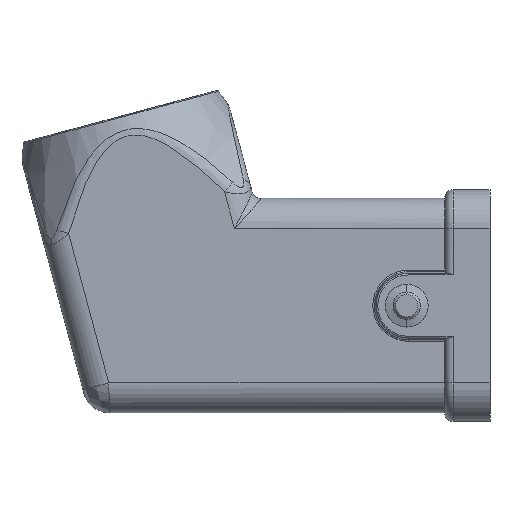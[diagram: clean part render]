
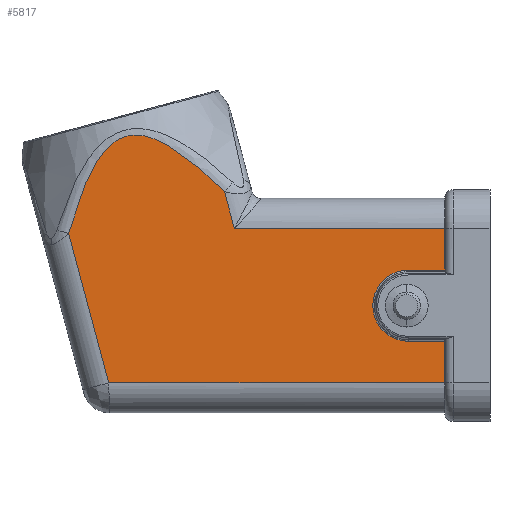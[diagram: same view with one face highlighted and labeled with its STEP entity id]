
A CAD part, left-side view. The second image highlights one B-rep face of the part: STEP entity #5817.
In plain terms, the highlighted planar face has unit normal (-1, 0, 0).
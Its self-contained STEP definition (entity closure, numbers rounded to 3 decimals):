
#1411=DIRECTION('',(0.,0.,-1.));
#1412=VECTOR('',#1411,4.847);
#1413=CARTESIAN_POINT('',(-12.5,5.3,
-4.153));
#1414=LINE('',#1413,#1412);
#1426=DIRECTION('',(0.,0.259,0.966));
#1427=VECTOR('',#1426,4.442);
#1428=CARTESIAN_POINT('',(-12.5,29.788,9.));
#1429=LINE('',#1428,#1427);
#1430=CARTESIAN_POINT('',(-12.5,9.5,0.));
#1431=DIRECTION('',(1.,0.,0.));
#1432=DIRECTION('',(0.,1.,0.));
#1433=AXIS2_PLACEMENT_3D('',#1430,#1431,#1432);
#1435=CARTESIAN_POINT('',(-12.5,9.5,0.));
#1436=DIRECTION('',(1.,0.,0.));
#1437=DIRECTION('',(0.,0.028,-1.));
#1438=AXIS2_PLACEMENT_3D('',#1435,#1436,#1437);
#1440=DIRECTION('',(0.,-0.259,-0.966));
#1441=VECTOR('',#1440,18.04);
#1442=CARTESIAN_POINT('',(-12.5,49.098,8.425));
#1443=LINE('',#1442,#1441);
#1444=CARTESIAN_POINT('',(-12.5,49.098,8.425));
#1445=CARTESIAN_POINT('',(-12.5,48.791,9.54));
#1446=CARTESIAN_POINT('',(-12.5,48.128,11.754));
#1447=CARTESIAN_POINT('',(-12.5,47.104,14.443));
#1448=CARTESIAN_POINT('',(-12.5,46.059,16.474));
#1449=CARTESIAN_POINT('',(-12.5,45.11,17.885));
#1450=CARTESIAN_POINT('',(-12.5,43.922,19.083));
#1451=CARTESIAN_POINT('',(-12.5,42.425,19.842));
#1452=CARTESIAN_POINT('',(-12.5,40.749,19.933));
#1453=CARTESIAN_POINT('',(-12.5,39.121,19.49));
#1454=CARTESIAN_POINT('',(-12.5,37.594,18.742));
#1455=CARTESIAN_POINT('',(-12.5,35.674,17.506));
#1456=CARTESIAN_POINT('',(-12.5,33.442,15.689));
#1457=CARTESIAN_POINT('',(-12.5,31.761,14.103));
#1458=CARTESIAN_POINT('',(-12.5,30.938,13.291));
#1474=DIRECTION('',(0.,-1.,0.));
#1475=VECTOR('',#1474,24.488);
#1476=CARTESIAN_POINT('',(-12.5,29.788,9.));
#1477=LINE('',#1476,#1475);
#1498=DIRECTION('',(0.,0.,-1.));
#1499=VECTOR('',#1498,4.847);
#1500=CARTESIAN_POINT('',(-12.5,5.3,9.));
#1501=LINE('',#1500,#1499);
#1582=DIRECTION('',(0.,-1.,0.));
#1583=VECTOR('',#1582,4.2);
#1584=CARTESIAN_POINT('',(-12.5,9.5,
-4.153));
#1585=LINE('',#1584,#1583);
#1586=CARTESIAN_POINT('',(-12.5,9.621,
-4.152));
#1587=CARTESIAN_POINT('',(-12.5,9.611,
-4.152));
#1588=CARTESIAN_POINT('',(-12.5,9.583,
-4.153));
#1589=CARTESIAN_POINT('',(-12.5,9.542,
-4.152));
#1590=CARTESIAN_POINT('',(-12.5,9.514,
-4.153));
#1591=CARTESIAN_POINT('',(-12.5,9.5,
-4.153));
#1608=DIRECTION('',(0.,1.,0.));
#1609=VECTOR('',#1608,4.2);
#1610=CARTESIAN_POINT('',(-12.5,5.3,4.153));
#1611=LINE('',#1610,#1609);
#1751=DIRECTION('',(0.,1.,0.));
#1752=VECTOR('',#1751,39.129);
#1753=CARTESIAN_POINT('',(-12.5,5.3,-9.));
#1754=LINE('',#1753,#1752);
#3961=CARTESIAN_POINT('',(-12.5,5.3,-9.));
#3962=VERTEX_POINT('',#3961);
#3984=CARTESIAN_POINT('',(-12.5,49.098,8.425));
#3985=CARTESIAN_POINT('',(-12.5,44.429,
-9.));
#3986=VERTEX_POINT('',#3984);
#3987=VERTEX_POINT('',#3985);
#3992=CARTESIAN_POINT('',(-12.5,9.5,
-4.153));
#3993=CARTESIAN_POINT('',(-12.5,5.3,
-4.153));
#3994=VERTEX_POINT('',#3992);
#3995=VERTEX_POINT('',#3993);
#3996=CARTESIAN_POINT('',(-12.5,5.3,9.));
#3997=CARTESIAN_POINT('',(-12.5,5.3,4.153));
#3998=VERTEX_POINT('',#3996);
#3999=VERTEX_POINT('',#3997);
#4004=CARTESIAN_POINT('',(-12.5,9.5,4.153));
#4005=VERTEX_POINT('',#4004);
#4013=CARTESIAN_POINT('',(-12.5,9.617,-4.152));
#4014=CARTESIAN_POINT('',(-12.5,13.653,0.));
#4015=VERTEX_POINT('',#4013);
#4016=VERTEX_POINT('',#4014);
#4033=CARTESIAN_POINT('',(-12.5,29.788,9.));
#4034=VERTEX_POINT('',#4033);
#4035=CARTESIAN_POINT('',(-12.5,30.938,13.291));
#4036=VERTEX_POINT('',#4035);
#5789=CARTESIAN_POINT('',(-12.5,5.3,-9.));
#5790=DIRECTION('',(-1.,0.,0.));
#5791=DIRECTION('',(0.,0.,1.));
#5792=AXIS2_PLACEMENT_3D('',#5789,#5790,#5791);
#5793=PLANE('',#5792);
#5795=ORIENTED_EDGE('',*,*,#5794,.T.);
#5796=ORIENTED_EDGE('',*,*,#5519,.F.);
#5798=ORIENTED_EDGE('',*,*,#5797,.T.);
#5800=ORIENTED_EDGE('',*,*,#5799,.T.);
#5802=ORIENTED_EDGE('',*,*,#5801,.T.);
#5804=ORIENTED_EDGE('',*,*,#5803,.F.);
#5806=ORIENTED_EDGE('',*,*,#5805,.F.);
#5808=ORIENTED_EDGE('',*,*,#5807,.T.);
#5810=ORIENTED_EDGE('',*,*,#5809,.T.);
#5811=ORIENTED_EDGE('',*,*,#5775,.T.);
#5813=ORIENTED_EDGE('',*,*,#5812,.T.);
#5814=ORIENTED_EDGE('',*,*,#5369,.F.);
#5815=EDGE_LOOP('',(#5795,#5796,#5798,#5800,#5802,#5804,#5806,#5808,#5810,#5811,
#5813,#5814));
#5816=FACE_OUTER_BOUND('',#5815,.F.);
#5817=ADVANCED_FACE('',(#5816),#5793,.T.);
#1434=CIRCLE('',#1433,4.153);
#1439=CIRCLE('',#1438,4.153);
#1459=B_SPLINE_CURVE_WITH_KNOTS('',3,(#1444,#1445,#1446,#1447,#1448,#1449,#1450,
#1451,#1452,#1453,#1454,#1455,#1456,#1457,#1458),.UNSPECIFIED.,.F.,.F.,(4,1,1,1,
1,1,1,1,1,1,1,1,4),(0.,0.125,0.25,0.313,0.375,0.438,0.5,
0.563,0.625,0.688,0.75,0.875,1.),.UNSPECIFIED.);
#1592=B_SPLINE_CURVE_WITH_KNOTS('',3,(#1586,#1587,#1588,#1589,#1590,#1591),
.UNSPECIFIED.,.F.,.F.,(4,1,1,4),(0.,0.333,0.667,1.),
.UNSPECIFIED.);
#5369=EDGE_CURVE('',#3986,#3987,#1443,.T.);
#5519=EDGE_CURVE('',#4034,#4036,#1429,.T.);
#5775=EDGE_CURVE('',#3995,#3962,#1414,.T.);
#5794=EDGE_CURVE('',#3986,#4036,#1459,.T.);
#5797=EDGE_CURVE('',#4034,#3998,#1477,.T.);
#5799=EDGE_CURVE('',#3998,#3999,#1501,.T.);
#5801=EDGE_CURVE('',#3999,#4005,#1611,.T.);
#5803=EDGE_CURVE('',#4016,#4005,#1434,.T.);
#5805=EDGE_CURVE('',#4015,#4016,#1439,.T.);
#5807=EDGE_CURVE('',#4015,#3994,#1592,.T.);
#5809=EDGE_CURVE('',#3994,#3995,#1585,.T.);
#5812=EDGE_CURVE('',#3962,#3987,#1754,.T.);
